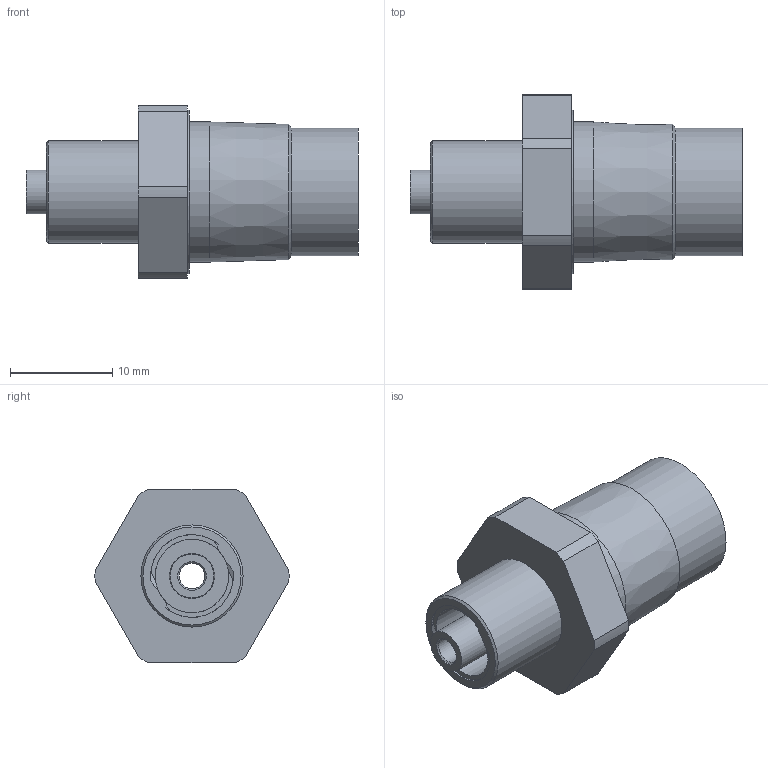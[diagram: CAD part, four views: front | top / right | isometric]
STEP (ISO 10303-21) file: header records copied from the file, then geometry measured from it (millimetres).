
FILE_DESCRIPTION(/* description */ ('Unknown'),/* implementation_level */ '2;1');
FILE_NAME(/* name */ '509122_S01856_R0_LuerLock_NPT_Kunde',/* time_stamp */ '2023-07-19T12:13:38+02:00',/* author */ ('Unknown'),/* organization */ ('Unknown'),/* preprocessor_version */ 'ST-DEVELOPER v16.7',/* originating_system */ 'Solid Edge',/* authorisation */ 'Unknown');
FILE_SCHEMA (('AUTOMOTIVE_DESIGN {1 0 10303 214 3 1 1}'));
Length unit declared in the file: millimetre
Products named in the file (3): 509122_S01856_R0_LuerLock_NPT; S01857_R0_Luerlock; S00274_R1
Assembly tree (2 placements, depth 2):
  509122_S01856_R0_LuerLock_NPT
    S01857_R0_Luerlock
    S00274_R1
Bounding box: 32.5 x 19 x 17 mm (x, y, z)
Volume: 3038.7 mm3; surface area: 2738.7 mm2
Topology: 2 solids, 2 shells, 48 faces, 115 edges, 75 vertices
Faces by surface type: cylinder 19, plane 16, cone 7, bspline 4, torus 2
Full cylindrical faces by diameter (mm): 2.5 x1, 2.8 x1, 4 x1, 4.3 x1, 5.005 x1, 7.2 x1, 8 x1, 10 x1, 12.5 x1, 13.716 x1, 16 x1
Entity records: 1816 total; most frequent: CARTESIAN_POINT 543, DIRECTION 210, ORIENTED_EDGE 172, AXIS2_PLACEMENT_3D 93, EDGE_CURVE 86, EDGE_LOOP 76, FACE_BOUND 76, VERTEX_POINT 66
